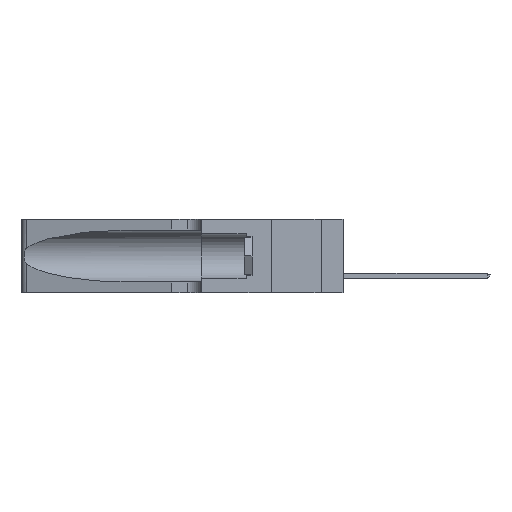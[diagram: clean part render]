
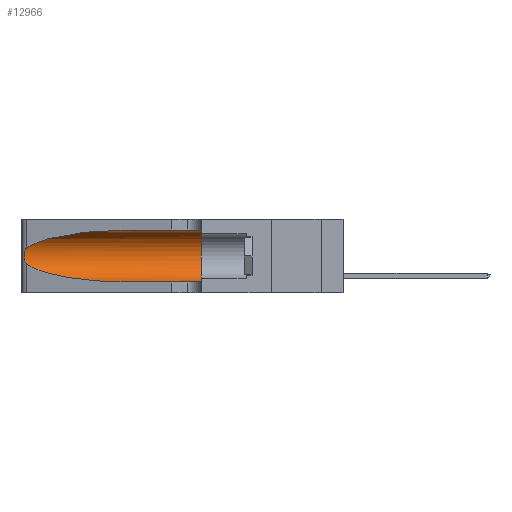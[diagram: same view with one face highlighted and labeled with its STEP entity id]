
A CAD part, left-side view. The second image highlights one B-rep face of the part: STEP entity #12966.
In plain terms, the highlighted cylindrical face has radius 3.308 mm (diameter 6.617 mm), a partial arc.
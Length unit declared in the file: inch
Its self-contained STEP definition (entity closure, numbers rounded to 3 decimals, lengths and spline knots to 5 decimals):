
#30 = VERTEX_POINT ( 'NONE', #26330 ) ;
#607 = DIRECTION ( 'NONE',  ( 0., 0., 1. ) ) ;
#1169 = ORIENTED_EDGE ( 'NONE', *, *, #15357, .T. ) ;
#1573 = EDGE_CURVE ( 'NONE', #30, #19707, #14556, .T. ) ;
#1705 = CARTESIAN_POINT ( 'NONE',  ( 0.18966, 0.96281, 0.31525 ) ) ;
#2532 = FACE_OUTER_BOUND ( 'NONE', #26189, .T. ) ;
#3231 = AXIS2_PLACEMENT_3D ( 'NONE', #29546, #29415, #607 ) ;
#4475 = CARTESIAN_POINT ( 'NONE',  ( 0.1305, 0.72297, 0.31525 ) ) ;
#5135 = CARTESIAN_POINT ( 'NONE',  ( 0.26075, 1.23896, 0.178 ) ) ;
#5225 = CARTESIAN_POINT ( 'NONE',  ( 0.25487, 1.22718, 0.22369 ) ) ;
#5980 = CARTESIAN_POINT ( 'NONE',  ( 0.1305, 0.35, 0.31525 ) ) ;
#7448 = EDGE_CURVE ( 'NONE', #19707, #39174, #28821, .T. ) ;
#8181 = CARTESIAN_POINT ( 'NONE',  ( 0.26075, 1.23896, 0.19203 ) ) ;
#8313 = CARTESIAN_POINT ( 'NONE',  ( 0.26018, 1.23835, 0.19895 ) ) ;
#8923 = ORIENTED_EDGE ( 'NONE', *, *, #34719, .F. ) ;
#9042 = CARTESIAN_POINT ( 'NONE',  ( 0.1305, 1.61858, 0.31525 ) ) ;
#9911 = ORIENTED_EDGE ( 'NONE', *, *, #39780, .T. ) ;
#11167 = CARTESIAN_POINT ( 'NONE',  ( 0.1305, 1.61858, 0.05475 ) ) ;
#11366 = CARTESIAN_POINT ( 'NONE',  ( 0.2373, 1.15595, 0.28018 ) ) ;
#11372 = VECTOR ( 'NONE', #13689, 39.37008 ) ;
#12729 = DIRECTION ( 'NONE',  ( 0., -1., 0. ) ) ;
#12966 = ADVANCED_FACE ( 'NONE', ( #2532 ), #25452, .F. ) ;
#13202 = CIRCLE ( 'NONE', #3231, 0.13025 ) ;
#13689 = DIRECTION ( 'NONE',  ( 0., -1., 0. ) ) ;
#14027 = CARTESIAN_POINT ( 'NONE',  ( 0.2373, 1.15595, 0.08982 ) ) ;
#14556 = B_SPLINE_CURVE_WITH_KNOTS ( 'NONE', 3,
 ( #24191, #27262, #33910, #17664, #14754, #8313, #8181, #5135, #33490, #39700, #21025, #36968, #30434, #17952 ),
 .UNSPECIFIED., .F., .F.,
 ( 4, 2, 2, 2, 2, 2, 4 ),
 ( 0., 0.00027, 0.00053, 0.00107, 0.0016, 0.00187, 0.00214 ),
 .UNSPECIFIED. ) ;
#14754 = CARTESIAN_POINT ( 'NONE',  ( 0.25854, 1.2359, 0.20912 ) ) ;
#15357 = EDGE_CURVE ( 'NONE', #19398, #30, #18377, .T. ) ;
#17119 = DIRECTION ( 'NONE',  ( 0., -1., 0. ) ) ;
#17664 = CARTESIAN_POINT ( 'NONE',  ( 0.25787, 1.23484, 0.2124 ) ) ;
#17952 = CARTESIAN_POINT ( 'NONE',  ( 0.25487, 1.22718, 0.14631 ) ) ;
#18377 =( BOUNDED_CURVE ( )  B_SPLINE_CURVE ( 3, ( #4475, #1705, #11366, #5225 ),
 .UNSPECIFIED., .F., .T. ) 
 B_SPLINE_CURVE_WITH_KNOTS ( ( 4, 4 ),
 ( 1.5708, 2.84003 ),
 .UNSPECIFIED. ) 
 CURVE ( )  GEOMETRIC_REPRESENTATION_ITEM ( )  RATIONAL_B_SPLINE_CURVE ( ( 1., 0.87, 0.87, 1. ) ) 
 REPRESENTATION_ITEM ( '' )  );
#19398 = VERTEX_POINT ( 'NONE', #25112 ) ;
#19707 = VERTEX_POINT ( 'NONE', #34832 ) ;
#21025 = CARTESIAN_POINT ( 'NONE',  ( 0.25789, 1.23486, 0.15765 ) ) ;
#23181 = CARTESIAN_POINT ( 'NONE',  ( 0.1305, 0.72297, 0.05475 ) ) ;
#24191 = CARTESIAN_POINT ( 'NONE',  ( 0.25487, 1.22718, 0.22369 ) ) ;
#24515 = ORIENTED_EDGE ( 'NONE', *, *, #1573, .T. ) ;
#25112 = CARTESIAN_POINT ( 'NONE',  ( 0.1305, 0.72297, 0.31525 ) ) ;
#25452 = CYLINDRICAL_SURFACE ( 'NONE', #35780, 0.13025 ) ;
#26189 = EDGE_LOOP ( 'NONE', ( #1169, #24515, #30337, #9911, #8923, #38765 ) ) ;
#26330 = CARTESIAN_POINT ( 'NONE',  ( 0.25487, 1.22718, 0.22369 ) ) ;
#27262 = CARTESIAN_POINT ( 'NONE',  ( 0.25555, 1.22994, 0.2215 ) ) ;
#28554 = CARTESIAN_POINT ( 'NONE',  ( 0.1305, 1.61858, 0.185 ) ) ;
#28821 =( BOUNDED_CURVE ( )  B_SPLINE_CURVE ( 3, ( #29450, #14027, #35800, #23181 ),
 .UNSPECIFIED., .F., .T. ) 
 B_SPLINE_CURVE_WITH_KNOTS ( ( 4, 4 ),
 ( 3.44316, 4.71239 ),
 .UNSPECIFIED. ) 
 CURVE ( )  GEOMETRIC_REPRESENTATION_ITEM ( )  RATIONAL_B_SPLINE_CURVE ( ( 1., 0.87, 0.87, 1. ) ) 
 REPRESENTATION_ITEM ( '' )  );
#29338 = VERTEX_POINT ( 'NONE', #33010 ) ;
#29415 = DIRECTION ( 'NONE',  ( 0., 1., 0. ) ) ;
#29450 = CARTESIAN_POINT ( 'NONE',  ( 0.25487, 1.22718, 0.14631 ) ) ;
#29546 = CARTESIAN_POINT ( 'NONE',  ( 0.1305, 0.35, 0.185 ) ) ;
#30337 = ORIENTED_EDGE ( 'NONE', *, *, #7448, .T. ) ;
#30380 = VERTEX_POINT ( 'NONE', #5980 ) ;
#30434 = CARTESIAN_POINT ( 'NONE',  ( 0.25555, 1.22993, 0.14849 ) ) ;
#30471 = VECTOR ( 'NONE', #17119, 39.37008 ) ;
#31582 = DIRECTION ( 'NONE',  ( 0., 0., -1. ) ) ;
#32221 = LINE ( 'NONE', #9042, #11372 ) ;
#32823 = EDGE_CURVE ( 'NONE', #19398, #30380, #32221, .T. ) ;
#33010 = CARTESIAN_POINT ( 'NONE',  ( 0.1305, 0.35, 0.05475 ) ) ;
#33490 = CARTESIAN_POINT ( 'NONE',  ( 0.26017, 1.23833, 0.17102 ) ) ;
#33910 = CARTESIAN_POINT ( 'NONE',  ( 0.25639, 1.23184, 0.21858 ) ) ;
#34460 = LINE ( 'NONE', #11167, #30471 ) ;
#34719 = EDGE_CURVE ( 'NONE', #30380, #29338, #13202, .T. ) ;
#34832 = CARTESIAN_POINT ( 'NONE',  ( 0.25487, 1.22718, 0.14631 ) ) ;
#35447 = CARTESIAN_POINT ( 'NONE',  ( 0.1305, 0.72297, 0.05475 ) ) ;
#35780 = AXIS2_PLACEMENT_3D ( 'NONE', #28554, #12729, #31582 ) ;
#35800 = CARTESIAN_POINT ( 'NONE',  ( 0.18966, 0.96281, 0.05475 ) ) ;
#36968 = CARTESIAN_POINT ( 'NONE',  ( 0.25639, 1.23186, 0.15144 ) ) ;
#38765 = ORIENTED_EDGE ( 'NONE', *, *, #32823, .F. ) ;
#39174 = VERTEX_POINT ( 'NONE', #35447 ) ;
#39700 = CARTESIAN_POINT ( 'NONE',  ( 0.25856, 1.23593, 0.16098 ) ) ;
#39780 = EDGE_CURVE ( 'NONE', #39174, #29338, #34460, .T. ) ;
